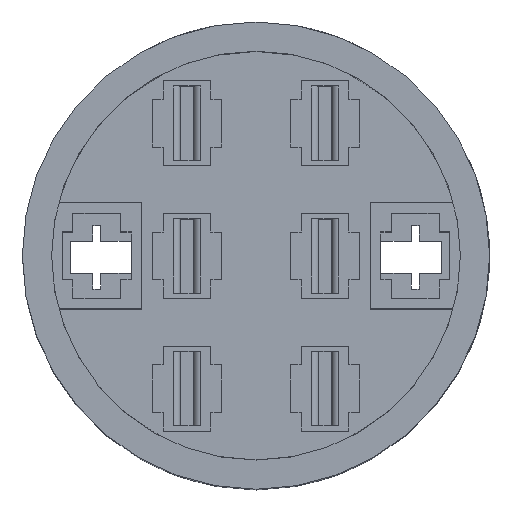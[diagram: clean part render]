
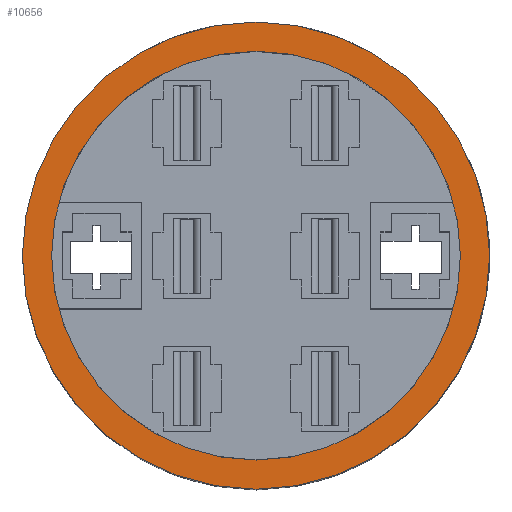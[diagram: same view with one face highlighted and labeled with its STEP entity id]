
A CAD part, top view. The second image highlights one B-rep face of the part: STEP entity #10656.
In plain terms, the highlighted planar face has unit normal (0, 0, 1).
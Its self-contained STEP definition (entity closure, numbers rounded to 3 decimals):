
#286=FACE_BOUND('',#1363,.T.);
#795=FACE_OUTER_BOUND('',#1362,.T.);
#1362=EDGE_LOOP('',(#9710));
#1363=EDGE_LOOP('',(#9711));
#1428=CIRCLE('',#11005,8.8);
#1442=CIRCLE('',#11032,7.7);
#4834=VERTEX_POINT('',#16068);
#4868=VERTEX_POINT('',#16163);
#6141=EDGE_CURVE('',#4834,#4834,#1428,.T.);
#6189=EDGE_CURVE('',#4868,#4868,#1442,.T.);
#9710=ORIENTED_EDGE('',*,*,#6141,.F.);
#9711=ORIENTED_EDGE('',*,*,#6189,.T.);
#10139=PLANE('',#11226);
#10656=ADVANCED_FACE('',(#795,#286),#10139,.T.);
#11005=AXIS2_PLACEMENT_3D('',#16069,#12797,#12798);
#11032=AXIS2_PLACEMENT_3D('',#16164,#12885,#12886);
#11226=AXIS2_PLACEMENT_3D('',#17480,#13684,#13685);
#12797=DIRECTION('center_axis',(0.,0.,
-1.));
#12798=DIRECTION('ref_axis',(0.,-1.,0.));
#12885=DIRECTION('center_axis',(0.,0.,
-1.));
#12886=DIRECTION('ref_axis',(0.,-1.,0.));
#13684=DIRECTION('center_axis',(0.,0.,
1.));
#13685=DIRECTION('ref_axis',(-1.,0.,0.));
#16068=CARTESIAN_POINT('',(0.,8.8,16.));
#16069=CARTESIAN_POINT('Origin',(0.,0.,
16.));
#16163=CARTESIAN_POINT('',(0.,7.7,16.));
#16164=CARTESIAN_POINT('Origin',(0.,0.,
16.));
#17480=CARTESIAN_POINT('Origin',(0.,0.,
16.));
